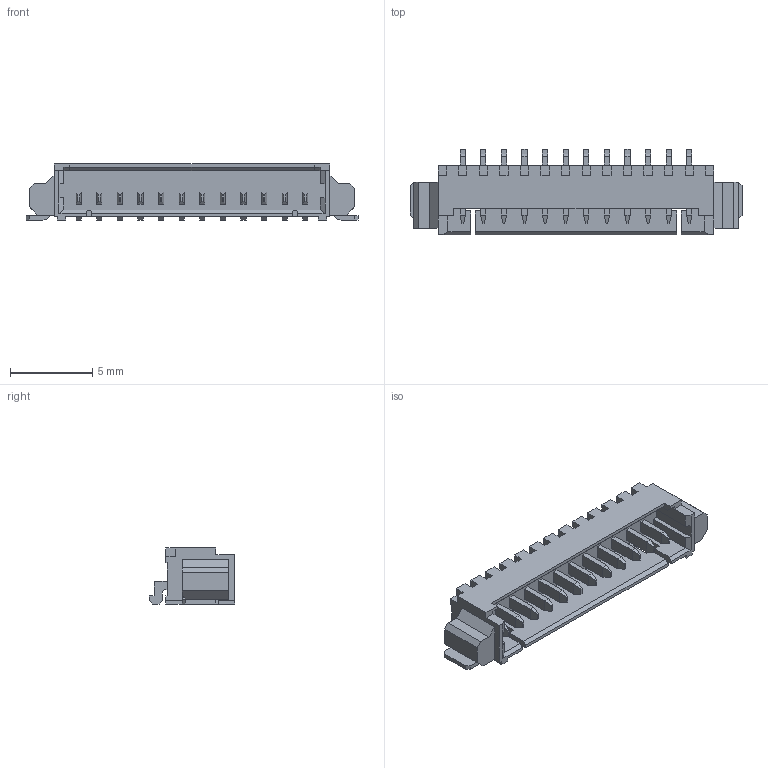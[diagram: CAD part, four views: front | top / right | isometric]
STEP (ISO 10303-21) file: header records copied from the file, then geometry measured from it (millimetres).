
FILE_DESCRIPTION(/* description */ (''),/* implementation_level */ '2;1');
FILE_NAME(/* name */ '532611271.step',/* time_stamp */ '2023-06-24T18:28:47-04:00',/* author */ (''),/* organization */ (''),/* preprocessor_version */ 'ST-DEVELOPER v19.2',/* originating_system */ 'Autodesk Translation Framework v12.6.0.85',/* authorisation */ '');
FILE_SCHEMA (('AUTOMOTIVE_DESIGN { 1 0 10303 214 3 1 1 }'));
Length unit declared in the file: millimetre
Products named in the file (1): 532611271
Bounding box: 20.15 x 5.2 x 3.4 mm (x, y, z)
Volume: 122 mm3; surface area: 486.7 mm2
Topology: 1 solids, 1 shells, 476 faces, 1299 edges, 844 vertices
Faces by surface type: plane 444, cylinder 32
Entity records: 15057 total; most frequent: CARTESIAN_POINT 2620, ORIENTED_EDGE 2598, DIRECTION 2319, EDGE_CURVE 1299, LINE 1233, VECTOR 1233, VERTEX_POINT 844, AXIS2_PLACEMENT_3D 543
